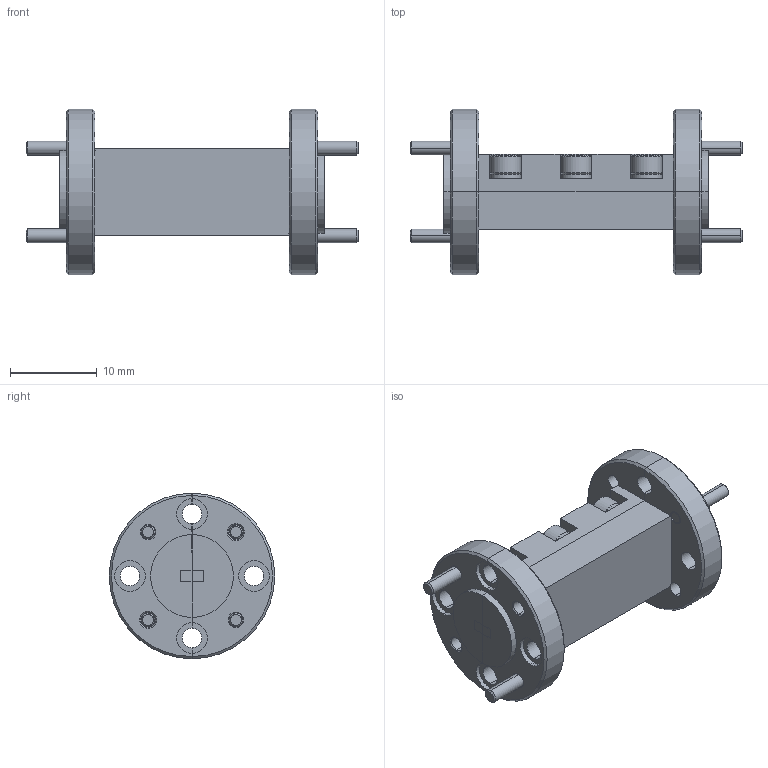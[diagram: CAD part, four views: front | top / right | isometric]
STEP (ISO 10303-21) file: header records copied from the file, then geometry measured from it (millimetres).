
FILE_DESCRIPTION (( 'STEP AP214' ), '1' );
FILE_NAME ('SWF-84305350-10-B1.STEP', '2018-04-10T16:05:28', ( '' ), ( '' ), 'SwSTEP 2.0', 'SolidWorks 2016', '' );
FILE_SCHEMA (( 'AUTOMOTIVE_DESIGN' ));
Length unit declared in the file: inch
Products named in the file (1): SWF-84305350-10-B1
Bounding box: 38.23 x 19.05 x 19.05 mm (x, y, z)
Volume: 3724.2 mm3; surface area: 4106.7 mm2
Topology: 18 solids, 18 shells, 662 faces, 1704 edges, 1086 vertices
Faces by surface type: cylinder 358, plane 166, cone 126, bspline 12
Entity records: 35259 total; most frequent: CARTESIAN_POINT 11661, ORIENTED_EDGE 3408, DIRECTION 2796, EDGE_CURVE 1704, VERTEX_POINT 1086, AXIS2_PLACEMENT_3D 1027, VECTOR 742, LINE 742
